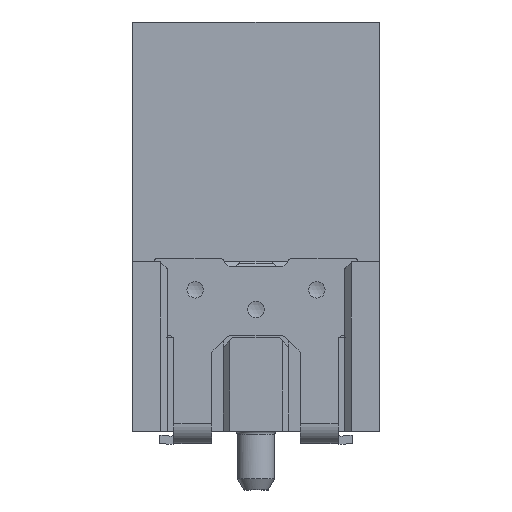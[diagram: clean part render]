
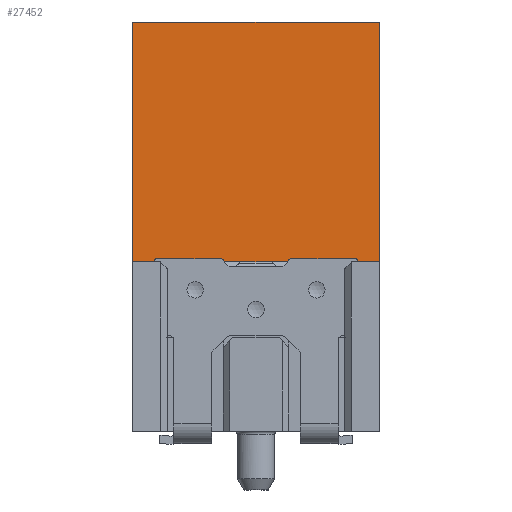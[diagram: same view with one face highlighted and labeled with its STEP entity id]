
A CAD part, left-side view. The second image highlights one B-rep face of the part: STEP entity #27452.
In plain terms, the highlighted planar face has unit normal (-1, 0, 0).
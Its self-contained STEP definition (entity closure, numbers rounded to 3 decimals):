
#14375=CARTESIAN_POINT('',(-33.9,-3.75,5.55));
#14376=VERTEX_POINT('',#14375);
#14383=CARTESIAN_POINT('',(-33.9,3.75,5.55));
#14384=VERTEX_POINT('',#14383);
#14385=CARTESIAN_POINT('',(-33.9,-3.75,5.55));
#14386=DIRECTION('',(0.0,1.0,0.0));
#14387=VECTOR('',#14386,7.5);
#14388=LINE('',#14385,#14387);
#14389=EDGE_CURVE('',#14376,#14384,#14388,.T.);
#14937=CARTESIAN_POINT('',(-33.9,3.75,12.85));
#14938=VERTEX_POINT('',#14937);
#14939=CARTESIAN_POINT('',(-33.9,3.75,5.55));
#14940=DIRECTION('',(0.0,0.0,1.0));
#14941=VECTOR('',#14940,7.3);
#14942=LINE('',#14939,#14941);
#14943=EDGE_CURVE('',#14384,#14938,#14942,.T.);
#27429=CARTESIAN_POINT('',(-33.9,-4.125,5.185));
#27430=DIRECTION('',(1.0,0.0,0.0));
#27431=DIRECTION('',(0.0,1.0,0.0));
#27432=AXIS2_PLACEMENT_3D('',#27429,#27430,#27431);
#27433=PLANE('',#27432);
#27434=CARTESIAN_POINT('',(-33.9,-3.75,12.85));
#27435=VERTEX_POINT('',#27434);
#27436=CARTESIAN_POINT('',(-33.9,-3.75,12.85));
#27437=DIRECTION('',(0.0,1.0,0.0));
#27438=VECTOR('',#27437,7.5);
#27439=LINE('',#27436,#27438);
#27440=EDGE_CURVE('',#27435,#14938,#27439,.T.);
#27441=ORIENTED_EDGE('',*,*,#27440,.T.);
#27442=ORIENTED_EDGE('',*,*,#14943,.F.);
#27443=ORIENTED_EDGE('',*,*,#14389,.F.);
#27444=CARTESIAN_POINT('',(-33.9,-3.75,5.55));
#27445=DIRECTION('',(0.0,0.0,1.0));
#27446=VECTOR('',#27445,7.3);
#27447=LINE('',#27444,#27446);
#27448=EDGE_CURVE('',#14376,#27435,#27447,.T.);
#27449=ORIENTED_EDGE('',*,*,#27448,.T.);
#27450=EDGE_LOOP('',(#27441,#27442,#27443,#27449));
#27451=FACE_OUTER_BOUND('',#27450,.T.);
#27452=ADVANCED_FACE('',(#27451),#27433,.F.);
